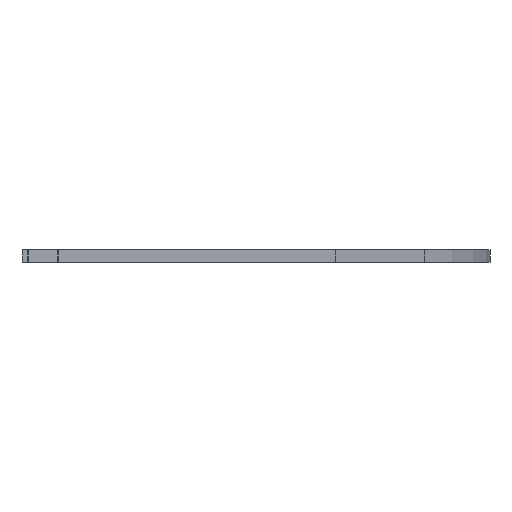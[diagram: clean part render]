
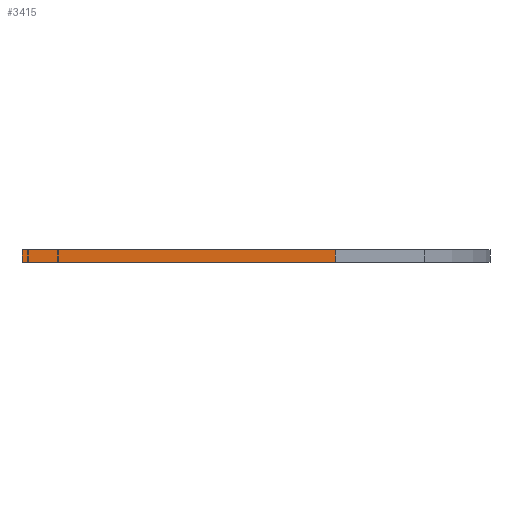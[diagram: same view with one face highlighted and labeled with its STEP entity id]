
A CAD part, left-side view. The second image highlights one B-rep face of the part: STEP entity #3415.
In plain terms, the highlighted planar face has unit normal (-1, 0, 0).
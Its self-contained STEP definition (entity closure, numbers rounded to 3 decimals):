
#174=PLANE('',#3784);
#323=FACE_OUTER_BOUND('',#571,.T.);
#571=EDGE_LOOP('',(#3076,#3077,#3078,#3079));
#649=LINE('',#5000,#946);
#746=LINE('',#5393,#1043);
#802=LINE('',#5615,#1099);
#878=LINE('',#5768,#1175);
#946=VECTOR('',#3964,149.065);
#1043=VECTOR('',#4317,149.065);
#1099=VECTOR('',#4521,10.);
#1175=VECTOR('',#4751,6.35);
#1444=VERTEX_POINT('',#4997);
#1445=VERTEX_POINT('',#4999);
#1612=VERTEX_POINT('',#5390);
#1613=VERTEX_POINT('',#5392);
#1789=EDGE_CURVE('',#1445,#1444,#649,.T.);
#1986=EDGE_CURVE('',#1612,#1613,#746,.T.);
#2098=EDGE_CURVE('',#1612,#1445,#802,.F.);
#2174=EDGE_CURVE('',#1444,#1613,#878,.T.);
#3076=ORIENTED_EDGE('',*,*,#1789,.T.);
#3077=ORIENTED_EDGE('',*,*,#2174,.T.);
#3078=ORIENTED_EDGE('',*,*,#1986,.F.);
#3079=ORIENTED_EDGE('',*,*,#2098,.T.);
#3415=ADVANCED_FACE('',(#323),#174,.F.);
#3784=AXIS2_PLACEMENT_3D('',#5767,#4749,#4750);
#3964=DIRECTION('',(0.,-1.,0.));
#4317=DIRECTION('',(0.,-1.,0.));
#4521=DIRECTION('',(0.,0.,1.));
#4749=DIRECTION('center_axis',(1.,0.,0.));
#4750=DIRECTION('ref_axis',(0.,0.,-1.));
#4751=DIRECTION('',(0.,0.,1.));
#4997=CARTESIAN_POINT('',(-450.374,-152.24,0.));
#4999=CARTESIAN_POINT('',(-450.374,11.825,0.));
#5000=CARTESIAN_POINT('',(-450.374,-3.175,0.));
#5390=CARTESIAN_POINT('',(-450.374,11.825,6.35));
#5392=CARTESIAN_POINT('',(-450.374,-152.24,6.35));
#5393=CARTESIAN_POINT('',(-450.374,-3.175,6.35));
#5615=CARTESIAN_POINT('',(-450.374,11.825,6.35));
#5767=CARTESIAN_POINT('Origin',(-450.374,-3.175,6.35));
#5768=CARTESIAN_POINT('',(-450.374,-152.24,0.));
